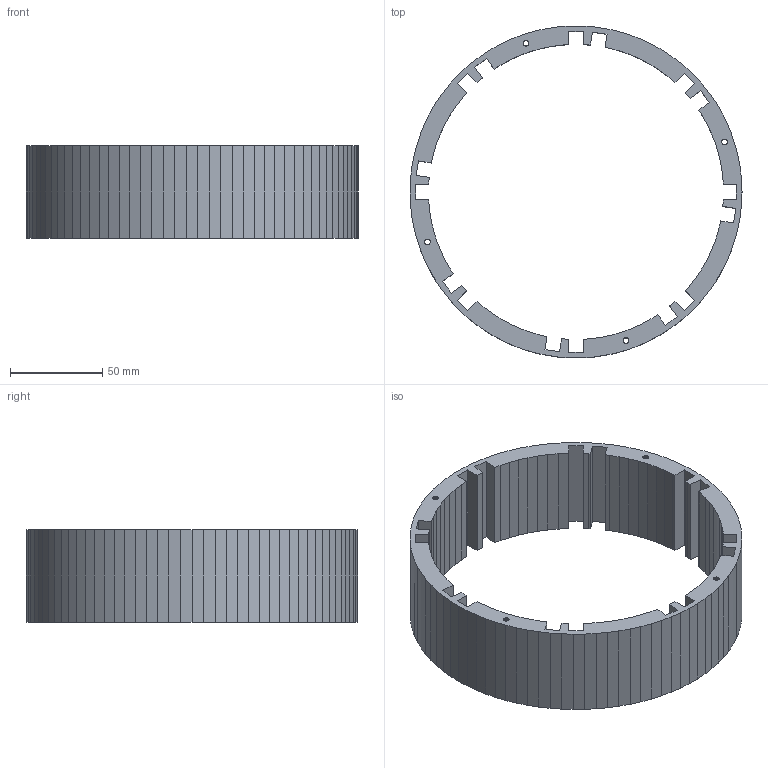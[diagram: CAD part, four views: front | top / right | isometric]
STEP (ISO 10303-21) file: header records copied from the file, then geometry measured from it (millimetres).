
FILE_DESCRIPTION(('FreeCAD Model'),'2;1');
FILE_NAME('stator_def_cnc.step', '2018-11-28T22:21:27',('Author'),(''), 'Open CASCADE STEP processor 7.3','FreeCAD','Unknown');
FILE_SCHEMA(('AUTOMOTIVE_DESIGN { 1 0 10303 214 1 1 1 1 }'));
Length unit declared in the file: millimetre
Products named in the file (1): difference
Bounding box: 180 x 179.89 x 50 mm (x, y, z)
Volume: 220184.6 mm3; surface area: 75496.5 mm2
Topology: 1 solids, 1 shells, 584 faces, 1746 edges, 1164 vertices
Faces by surface type: plane 584
Entity records: 44352 total; most frequent: CARTESIAN_POINT 8683, DIRECTION 4712, LINE 3542, VECTOR 3542, ORIENTED_EDGE 3492, PCURVE 3492, DEFINITIONAL_REPRESENTATION 3492, EDGE_CURVE 1746
